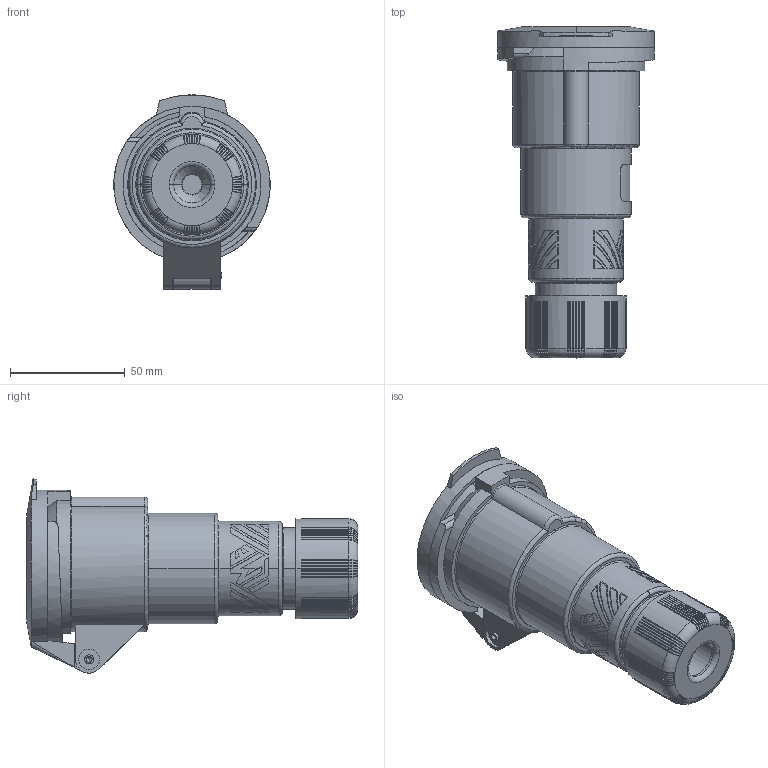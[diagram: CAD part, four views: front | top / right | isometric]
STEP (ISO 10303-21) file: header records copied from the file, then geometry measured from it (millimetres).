
FILE_DESCRIPTION(('Creo Elements/Direct Modeling STEP Export'),'2;1');
FILE_NAME('PES_1664_PV.stp','2012-09-12T 9:26:05',(''),(''),'Creo Elements/Direct Modeling STEP processor for AP214 (Solid Model)','Creo Elements/Direct Modeling 18.0B 02-Dec-2011 (C) Parametric Technology GmbH','');
FILE_SCHEMA(('AUTOMOTIVE_DESIGN { 1 0 10303 214 1 1 1 1 }'));
Length unit declared in the file: millimetre
Products named in the file (3): COPERCHIETTO1664PV; CUSTODIAPES1664PV; PES_1664_PV
Assembly tree (2 placements, depth 2):
  PES_1664_PV
    CUSTODIAPES1664PV
    COPERCHIETTO1664PV
Bounding box: 67.99 x 144.33 x 84.49 mm (x, y, z)
Volume: 206697.2 mm3; surface area: 72937.8 mm2
Topology: 2 solids, 2 shells, 754 faces, 1993 edges, 1166 vertices
Faces by surface type: plane 375, cylinder 160, revolution 112, torus 73, cone 32, sphere 2
Entity records: 40819 total; most frequent: CARTESIAN_POINT 17958, ORIENTED_EDGE 3754, DIRECTION 3094, EDGE_CURVE 1877, VERTEX_POINT 1166, AXIS2_PLACEMENT_3D 1129, EDGE_LOOP 805, COLOUR_RGB 756
